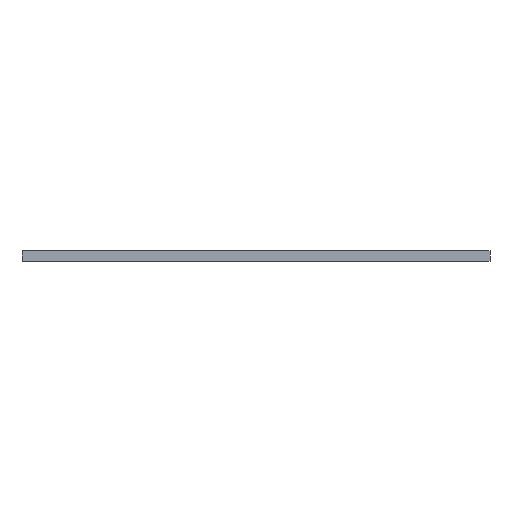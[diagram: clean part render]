
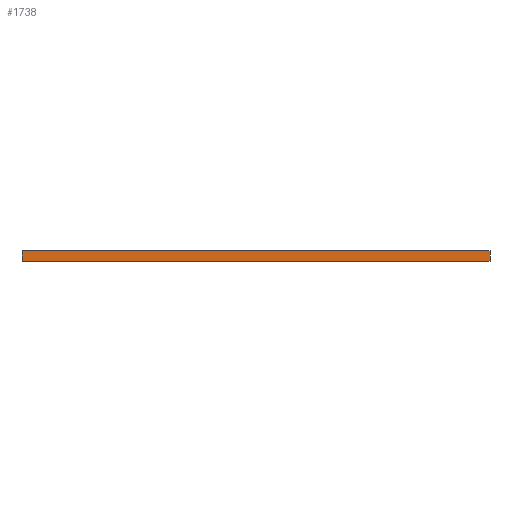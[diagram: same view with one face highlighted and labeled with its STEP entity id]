
A CAD part, front view. The second image highlights one B-rep face of the part: STEP entity #1738.
In plain terms, the highlighted planar face has unit normal (0, -1, 0).
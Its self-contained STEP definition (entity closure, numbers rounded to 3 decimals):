
#45 = AXIS2_PLACEMENT_3D ( 'NONE', #900, #1263, #1084 ) ;
#56 = VERTEX_POINT ( 'NONE', #1978 ) ;
#96 = EDGE_CURVE ( 'NONE', #2227, #56, #186, .T. ) ;
#159 = DIRECTION ( 'NONE',  ( 0., 0., -1. ) ) ;
#172 = VERTEX_POINT ( 'NONE', #562 ) ;
#186 = LINE ( 'NONE', #240, #1777 ) ;
#240 = CARTESIAN_POINT ( 'NONE',  ( -65., -162., 3. ) ) ;
#304 = EDGE_CURVE ( 'NONE', #172, #511, #1891, .T. ) ;
#320 = ORIENTED_EDGE ( 'NONE', *, *, #96, .F. ) ;
#415 = DIRECTION ( 'NONE',  ( 1., 0., 0. ) ) ;
#430 = ORIENTED_EDGE ( 'NONE', *, *, #304, .T. ) ;
#511 = VERTEX_POINT ( 'NONE', #1211 ) ;
#562 = CARTESIAN_POINT ( 'NONE',  ( -65., -162., 0. ) ) ;
#647 = FACE_OUTER_BOUND ( 'NONE', #2237, .T. ) ;
#788 = CARTESIAN_POINT ( 'NONE',  ( -65., -162., 3. ) ) ;
#861 = VECTOR ( 'NONE', #159, 1000. ) ;
#895 = EDGE_CURVE ( 'NONE', #2227, #172, #1255, .T. ) ;
#900 = CARTESIAN_POINT ( 'NONE',  ( -65., -162., 3. ) ) ;
#903 = LINE ( 'NONE', #1836, #1121 ) ;
#981 = CARTESIAN_POINT ( 'NONE',  ( -65., -162., 0. ) ) ;
#986 = EDGE_CURVE ( 'NONE', #56, #511, #903, .T. ) ;
#1084 = DIRECTION ( 'NONE',  ( 0., 0., 1. ) ) ;
#1121 = VECTOR ( 'NONE', #2213, 1000. ) ;
#1211 = CARTESIAN_POINT ( 'NONE',  ( 65., -162., 0. ) ) ;
#1255 = LINE ( 'NONE', #2345, #861 ) ;
#1263 = DIRECTION ( 'NONE',  ( 0., 1., 0. ) ) ;
#1304 = ORIENTED_EDGE ( 'NONE', *, *, #986, .F. ) ;
#1738 = ADVANCED_FACE ( 'NONE', ( #647 ), #2201, .F. ) ;
#1777 = VECTOR ( 'NONE', #415, 1000. ) ;
#1836 = CARTESIAN_POINT ( 'NONE',  ( 65., -162., 3. ) ) ;
#1870 = ORIENTED_EDGE ( 'NONE', *, *, #895, .T. ) ;
#1891 = LINE ( 'NONE', #981, #2157 ) ;
#1978 = CARTESIAN_POINT ( 'NONE',  ( 65., -162., 3. ) ) ;
#2157 = VECTOR ( 'NONE', #2278, 1000. ) ;
#2201 = PLANE ( 'NONE',  #45 ) ;
#2213 = DIRECTION ( 'NONE',  ( 0., 0., -1. ) ) ;
#2227 = VERTEX_POINT ( 'NONE', #788 ) ;
#2237 = EDGE_LOOP ( 'NONE', ( #430, #1304, #320, #1870 ) ) ;
#2278 = DIRECTION ( 'NONE',  ( 1., 0., 0. ) ) ;
#2345 = CARTESIAN_POINT ( 'NONE',  ( -65., -162., 3. ) ) ;
